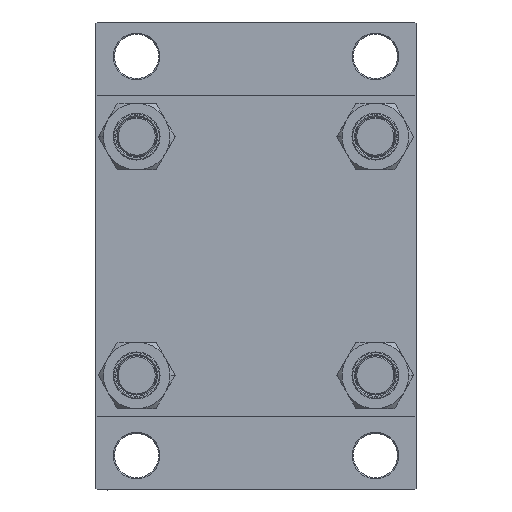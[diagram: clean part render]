
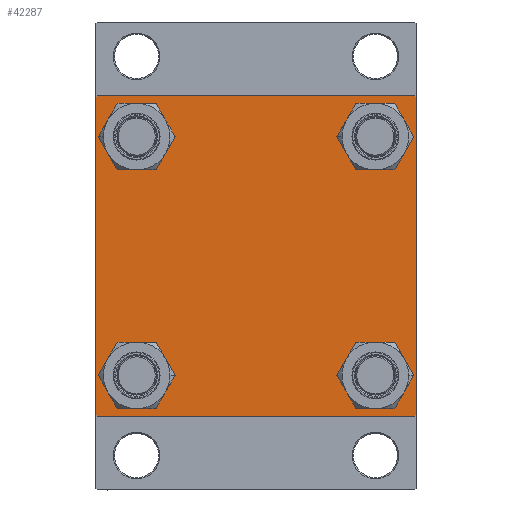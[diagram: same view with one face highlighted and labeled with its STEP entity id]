
A CAD part, left-side view. The second image highlights one B-rep face of the part: STEP entity #42287.
In plain terms, the highlighted planar face has unit normal (-1, 0, 0).
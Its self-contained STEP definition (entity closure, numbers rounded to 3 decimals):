
#53 = EDGE_CURVE ( 'NONE', #42220, #21745, #882, .T. ) ;
#490 = CARTESIAN_POINT ( 'NONE',  ( 0., -48.45, -48.45 ) ) ;
#592 = CARTESIAN_POINT ( 'NONE',  ( 0., 48.45, 39.95 ) ) ;
#847 = ORIENTED_EDGE ( 'NONE', *, *, #3806, .T. ) ;
#882 = LINE ( 'NONE', #40917, #36786 ) ;
#1338 = CARTESIAN_POINT ( 'NONE',  ( 0., 64.5, -65. ) ) ;
#1382 = LINE ( 'NONE', #8874, #12492 ) ;
#1743 = DIRECTION ( 'NONE',  ( 0., 0., 1. ) ) ;
#1775 = CIRCLE ( 'NONE', #30235, 8.5 ) ;
#1920 = VERTEX_POINT ( 'NONE', #40824 ) ;
#2473 = VERTEX_POINT ( 'NONE', #41121 ) ;
#2591 = VECTOR ( 'NONE', #9947, 1000. ) ;
#2603 = VERTEX_POINT ( 'NONE', #27361 ) ;
#3046 = VERTEX_POINT ( 'NONE', #36438 ) ;
#3214 = ORIENTED_EDGE ( 'NONE', *, *, #40962, .T. ) ;
#3666 = VERTEX_POINT ( 'NONE', #37167 ) ;
#3697 = ORIENTED_EDGE ( 'NONE', *, *, #22498, .T. ) ;
#3707 = VERTEX_POINT ( 'NONE', #29210 ) ;
#3806 = EDGE_CURVE ( 'NONE', #2603, #34368, #8712, .T. ) ;
#3935 = ORIENTED_EDGE ( 'NONE', *, *, #39052, .T. ) ;
#3950 = CARTESIAN_POINT ( 'NONE',  ( 0., -64.5, 65. ) ) ;
#4500 = EDGE_CURVE ( 'NONE', #19617, #34368, #12816, .T. ) ;
#4510 = DIRECTION ( 'NONE',  ( 0., -0.707, -0.707 ) ) ;
#4947 = CARTESIAN_POINT ( 'NONE',  ( 0., 48.45, 48.45 ) ) ;
#5249 = DIRECTION ( 'NONE',  ( 0., -1., 0. ) ) ;
#5386 = DIRECTION ( 'NONE',  ( 0., 0., 1. ) ) ;
#5426 = ORIENTED_EDGE ( 'NONE', *, *, #10853, .T. ) ;
#5457 = LINE ( 'NONE', #20166, #25462 ) ;
#5633 = VERTEX_POINT ( 'NONE', #47479 ) ;
#5650 = AXIS2_PLACEMENT_3D ( 'NONE', #24341, #20723, #12798 ) ;
#5785 = FACE_BOUND ( 'NONE', #9358, .T. ) ;
#6010 = FACE_OUTER_BOUND ( 'NONE', #32749, .T. ) ;
#6562 = ORIENTED_EDGE ( 'NONE', *, *, #27807, .T. ) ;
#6682 = ORIENTED_EDGE ( 'NONE', *, *, #30342, .T. ) ;
#6738 = DIRECTION ( 'NONE',  ( 1., 0., 0. ) ) ;
#7224 = CARTESIAN_POINT ( 'NONE',  ( 0., -48.45, 48.45 ) ) ;
#8345 = DIRECTION ( 'NONE',  ( 0., 0.707, 0.707 ) ) ;
#8474 = AXIS2_PLACEMENT_3D ( 'NONE', #46116, #28043, #31896 ) ;
#8538 = ORIENTED_EDGE ( 'NONE', *, *, #14026, .T. ) ;
#8609 = VECTOR ( 'NONE', #8345, 1000. ) ;
#8712 = LINE ( 'NONE', #16173, #38462 ) ;
#8874 = CARTESIAN_POINT ( 'NONE',  ( 0., 65., 65. ) ) ;
#9034 = DIRECTION ( 'NONE',  ( 1., 0., 0. ) ) ;
#9232 = CIRCLE ( 'NONE', #8474, 8.5 ) ;
#9358 = EDGE_LOOP ( 'NONE', ( #12628, #5426 ) ) ;
#9633 = PLANE ( 'NONE',  #5650 ) ;
#9931 = DIRECTION ( 'NONE',  ( 1., 0., 0. ) ) ;
#9947 = DIRECTION ( 'NONE',  ( 0., 0.707, -0.707 ) ) ;
#10853 = EDGE_CURVE ( 'NONE', #46875, #5633, #44860, .T. ) ;
#10971 = AXIS2_PLACEMENT_3D ( 'NONE', #4947, #9034, #23981 ) ;
#11361 = CARTESIAN_POINT ( 'NONE',  ( 0., 48.45, -48.45 ) ) ;
#11923 = EDGE_CURVE ( 'NONE', #5633, #46875, #1775, .T. ) ;
#12492 = VECTOR ( 'NONE', #5249, 1000. ) ;
#12628 = ORIENTED_EDGE ( 'NONE', *, *, #11923, .T. ) ;
#12697 = EDGE_CURVE ( 'NONE', #3707, #19586, #1382, .T. ) ;
#12798 = DIRECTION ( 'NONE',  ( 0., 0., 1. ) ) ;
#12816 = LINE ( 'NONE', #27505, #31548 ) ;
#12842 = DIRECTION ( 'NONE',  ( 1., 0., 0. ) ) ;
#13260 = CARTESIAN_POINT ( 'NONE',  ( 0., 65., -64.5 ) ) ;
#14026 = EDGE_CURVE ( 'NONE', #2473, #29725, #42505, .T. ) ;
#14666 = EDGE_CURVE ( 'NONE', #1920, #42220, #31699, .T. ) ;
#14838 = CIRCLE ( 'NONE', #25637, 8.5 ) ;
#14984 = ORIENTED_EDGE ( 'NONE', *, *, #53, .T. ) ;
#15282 = CIRCLE ( 'NONE', #41434, 8.5 ) ;
#16173 = CARTESIAN_POINT ( 'NONE',  ( 0., -64.75, -64.75 ) ) ;
#17056 = CIRCLE ( 'NONE', #27833, 8.5 ) ;
#17876 = DIRECTION ( 'NONE',  ( 0., 0., 1. ) ) ;
#18759 = EDGE_LOOP ( 'NONE', ( #6682, #18981 ) ) ;
#18981 = ORIENTED_EDGE ( 'NONE', *, *, #37873, .T. ) ;
#19586 = VERTEX_POINT ( 'NONE', #3950 ) ;
#19617 = VERTEX_POINT ( 'NONE', #44441 ) ;
#20031 = FACE_BOUND ( 'NONE', #18759, .T. ) ;
#20166 = CARTESIAN_POINT ( 'NONE',  ( 0., 65., -65. ) ) ;
#20262 = FACE_BOUND ( 'NONE', #30759, .T. ) ;
#20723 = DIRECTION ( 'NONE',  ( -1., 0., 0. ) ) ;
#21723 = DIRECTION ( 'NONE',  ( 0., 0., 1. ) ) ;
#21745 = VERTEX_POINT ( 'NONE', #1338 ) ;
#22197 = DIRECTION ( 'NONE',  ( 1., 0., 0. ) ) ;
#22498 = EDGE_CURVE ( 'NONE', #3666, #34971, #30511, .T. ) ;
#23042 = DIRECTION ( 'NONE',  ( 1., 0., 0. ) ) ;
#23901 = DIRECTION ( 'NONE',  ( 0., 0., -1. ) ) ;
#23981 = DIRECTION ( 'NONE',  ( 0., 0., 1. ) ) ;
#24341 = CARTESIAN_POINT ( 'NONE',  ( 0., 0., 0. ) ) ;
#24616 = CARTESIAN_POINT ( 'NONE',  ( 0., -48.45, 48.45 ) ) ;
#25462 = VECTOR ( 'NONE', #37773, 1000. ) ;
#25544 = DIRECTION ( 'NONE',  ( 0., 0., 1. ) ) ;
#25614 = CARTESIAN_POINT ( 'NONE',  ( 0., 64.75, 64.75 ) ) ;
#25637 = AXIS2_PLACEMENT_3D ( 'NONE', #24616, #12842, #1743 ) ;
#25643 = CARTESIAN_POINT ( 'NONE',  ( 0., -65., -64.5 ) ) ;
#27361 = CARTESIAN_POINT ( 'NONE',  ( 0., -64.5, -65. ) ) ;
#27505 = CARTESIAN_POINT ( 'NONE',  ( 0., -65., 65. ) ) ;
#27807 = EDGE_CURVE ( 'NONE', #29725, #2473, #15282, .T. ) ;
#27833 = AXIS2_PLACEMENT_3D ( 'NONE', #490, #22197, #21723 ) ;
#28043 = DIRECTION ( 'NONE',  ( 1., 0., 0. ) ) ;
#28157 = ORIENTED_EDGE ( 'NONE', *, *, #4500, .F. ) ;
#28984 = CARTESIAN_POINT ( 'NONE',  ( 0., 48.45, -56.95 ) ) ;
#29210 = CARTESIAN_POINT ( 'NONE',  ( 0., 64.5, 65. ) ) ;
#29725 = VERTEX_POINT ( 'NONE', #28984 ) ;
#30052 = LINE ( 'NONE', #30291, #8609 ) ;
#30235 = AXIS2_PLACEMENT_3D ( 'NONE', #41352, #23042, #35523 ) ;
#30291 = CARTESIAN_POINT ( 'NONE',  ( 0., -64.75, 64.75 ) ) ;
#30342 = EDGE_CURVE ( 'NONE', #42514, #3046, #9232, .T. ) ;
#30511 = CIRCLE ( 'NONE', #45880, 8.5 ) ;
#30759 = EDGE_LOOP ( 'NONE', ( #3214, #3697 ) ) ;
#31548 = VECTOR ( 'NONE', #23901, 1000. ) ;
#31699 = LINE ( 'NONE', #46392, #37195 ) ;
#31896 = DIRECTION ( 'NONE',  ( 0., 0., 1. ) ) ;
#32749 = EDGE_LOOP ( 'NONE', ( #47651, #14984, #44907, #847, #28157, #3935, #39635, #37691 ) ) ;
#34368 = VERTEX_POINT ( 'NONE', #25643 ) ;
#34737 = DIRECTION ( 'NONE',  ( 0., -0.707, 0.707 ) ) ;
#34971 = VERTEX_POINT ( 'NONE', #45923 ) ;
#35523 = DIRECTION ( 'NONE',  ( 0., 0., 1. ) ) ;
#36176 = EDGE_CURVE ( 'NONE', #21745, #2603, #5457, .T. ) ;
#36438 = CARTESIAN_POINT ( 'NONE',  ( 0., -48.45, -56.95 ) ) ;
#36739 = EDGE_LOOP ( 'NONE', ( #8538, #6562 ) ) ;
#36786 = VECTOR ( 'NONE', #4510, 1000. ) ;
#37167 = CARTESIAN_POINT ( 'NONE',  ( 0., -48.45, 39.95 ) ) ;
#37195 = VECTOR ( 'NONE', #39636, 1000. ) ;
#37330 = CARTESIAN_POINT ( 'NONE',  ( 0., -48.45, -39.95 ) ) ;
#37691 = ORIENTED_EDGE ( 'NONE', *, *, #43968, .T. ) ;
#37773 = DIRECTION ( 'NONE',  ( 0., -1., 0. ) ) ;
#37873 = EDGE_CURVE ( 'NONE', #3046, #42514, #17056, .T. ) ;
#38462 = VECTOR ( 'NONE', #34737, 1000. ) ;
#38875 = CARTESIAN_POINT ( 'NONE',  ( 0., 48.45, -48.45 ) ) ;
#39052 = EDGE_CURVE ( 'NONE', #19617, #19586, #30052, .T. ) ;
#39635 = ORIENTED_EDGE ( 'NONE', *, *, #12697, .F. ) ;
#39636 = DIRECTION ( 'NONE',  ( 0., 0., -1. ) ) ;
#40525 = DIRECTION ( 'NONE',  ( 1., 0., 0. ) ) ;
#40824 = CARTESIAN_POINT ( 'NONE',  ( 0., 65., 64.5 ) ) ;
#40917 = CARTESIAN_POINT ( 'NONE',  ( 0., 64.75, -64.75 ) ) ;
#40962 = EDGE_CURVE ( 'NONE', #34971, #3666, #14838, .T. ) ;
#41121 = CARTESIAN_POINT ( 'NONE',  ( 0., 48.45, -39.95 ) ) ;
#41352 = CARTESIAN_POINT ( 'NONE',  ( 0., 48.45, 48.45 ) ) ;
#41434 = AXIS2_PLACEMENT_3D ( 'NONE', #11361, #40525, #17876 ) ;
#42220 = VERTEX_POINT ( 'NONE', #13260 ) ;
#42287 = ADVANCED_FACE ( 'NONE', ( #20262, #20031, #45802, #5785, #6010 ), #9633, .T. ) ;
#42505 = CIRCLE ( 'NONE', #44058, 8.5 ) ;
#42514 = VERTEX_POINT ( 'NONE', #37330 ) ;
#42955 = LINE ( 'NONE', #25614, #2591 ) ;
#43968 = EDGE_CURVE ( 'NONE', #3707, #1920, #42955, .T. ) ;
#44058 = AXIS2_PLACEMENT_3D ( 'NONE', #38875, #9931, #5386 ) ;
#44441 = CARTESIAN_POINT ( 'NONE',  ( 0., -65., 64.5 ) ) ;
#44860 = CIRCLE ( 'NONE', #10971, 8.5 ) ;
#44907 = ORIENTED_EDGE ( 'NONE', *, *, #36176, .T. ) ;
#45802 = FACE_BOUND ( 'NONE', #36739, .T. ) ;
#45880 = AXIS2_PLACEMENT_3D ( 'NONE', #7224, #6738, #25544 ) ;
#45923 = CARTESIAN_POINT ( 'NONE',  ( 0., -48.45, 56.95 ) ) ;
#46116 = CARTESIAN_POINT ( 'NONE',  ( 0., -48.45, -48.45 ) ) ;
#46392 = CARTESIAN_POINT ( 'NONE',  ( 0., 65., 65. ) ) ;
#46875 = VERTEX_POINT ( 'NONE', #592 ) ;
#47479 = CARTESIAN_POINT ( 'NONE',  ( 0., 48.45, 56.95 ) ) ;
#47651 = ORIENTED_EDGE ( 'NONE', *, *, #14666, .T. ) ;
